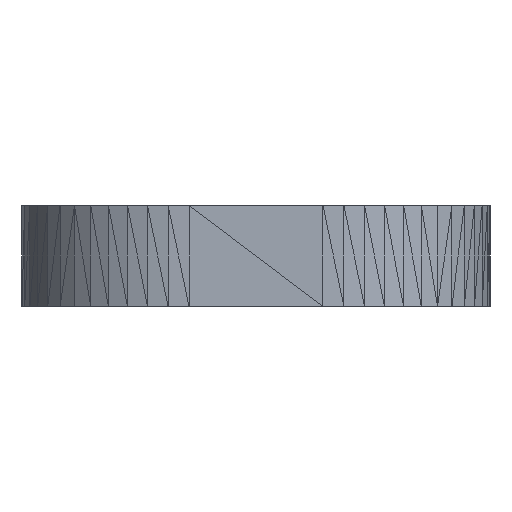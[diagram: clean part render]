
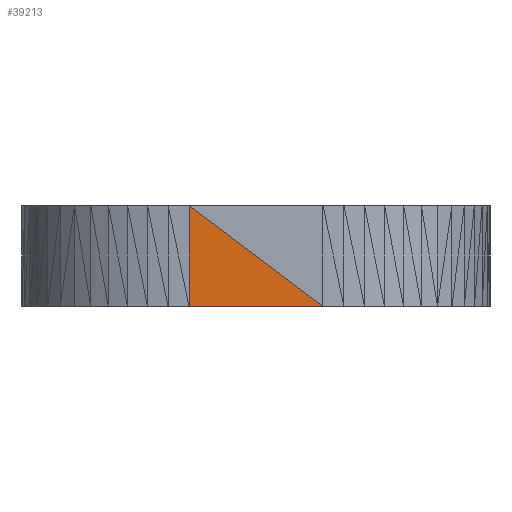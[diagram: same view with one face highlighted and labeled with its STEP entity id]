
A CAD part, left-side view. The second image highlights one B-rep face of the part: STEP entity #39213.
In plain terms, the highlighted planar face has unit normal (-1, 0, 0).
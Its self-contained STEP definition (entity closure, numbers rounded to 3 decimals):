
#39018 = VERTEX_POINT('',#39019);
#39019 = CARTESIAN_POINT('',(-37.,2.,3.));
#39054 = PLANE('',#39055);
#39055 = AXIS2_PLACEMENT_3D('',#39056,#39057,#39058);
#39056 = CARTESIAN_POINT('',(-37.,-0.5,2.));
#39057 = DIRECTION('',(-1.,-0.,-0.));
#39058 = DIRECTION('',(0.,0.,-1.));
#39070 = VERTEX_POINT('',#39071);
#39071 = CARTESIAN_POINT('',(-37.,2.,0.));
#39092 = PLANE('',#39093);
#39093 = AXIS2_PLACEMENT_3D('',#39094,#39095,#39096);
#39094 = CARTESIAN_POINT('',(-36.989,2.173,
    1.641));
#39095 = DIRECTION('',(-0.998,0.063,
    0.));
#39096 = DIRECTION('',(-0.063,-0.998,0.));
#39162 = EDGE_CURVE('',#39018,#39070,#39163,.T.);
#39163 = SURFACE_CURVE('',#39164,(#39168,#39175),.PCURVE_S1.);
#39164 = LINE('',#39165,#39166);
#39165 = CARTESIAN_POINT('',(-37.,2.,3.));
#39166 = VECTOR('',#39167,1.);
#39167 = DIRECTION('',(0.,0.,-1.));
#39168 = PCURVE('',#39092,#39169);
#39169 = DEFINITIONAL_REPRESENTATION('',(#39170),#39174);
#39170 = LINE('',#39171,#39172);
#39171 = CARTESIAN_POINT('',(0.173,1.359));
#39172 = VECTOR('',#39173,1.);
#39173 = DIRECTION('',(0.,-1.));
#39174 = ( GEOMETRIC_REPRESENTATION_CONTEXT(2) 
PARAMETRIC_REPRESENTATION_CONTEXT() REPRESENTATION_CONTEXT('2D SPACE',''
  ) );
#39175 = PCURVE('',#39176,#39181);
#39176 = PLANE('',#39177);
#39177 = AXIS2_PLACEMENT_3D('',#39178,#39179,#39180);
#39178 = CARTESIAN_POINT('',(-37.,0.5,1.));
#39179 = DIRECTION('',(-1.,-0.,-0.));
#39180 = DIRECTION('',(0.,0.,-1.));
#39181 = DEFINITIONAL_REPRESENTATION('',(#39182),#39186);
#39182 = LINE('',#39183,#39184);
#39183 = CARTESIAN_POINT('',(-2.,-1.5));
#39184 = VECTOR('',#39185,1.);
#39185 = DIRECTION('',(1.,0.));
#39186 = ( GEOMETRIC_REPRESENTATION_CONTEXT(2) 
PARAMETRIC_REPRESENTATION_CONTEXT() REPRESENTATION_CONTEXT('2D SPACE',''
  ) );
#39213 = ADVANCED_FACE('',(#39214),#39176,.T.);
#39214 = FACE_BOUND('',#39215,.T.);
#39215 = EDGE_LOOP('',(#39216,#39239,#39240));
#39216 = ORIENTED_EDGE('',*,*,#39217,.T.);
#39217 = EDGE_CURVE('',#39218,#39018,#39220,.T.);
#39218 = VERTEX_POINT('',#39219);
#39219 = CARTESIAN_POINT('',(-37.,-2.,0.));
#39220 = SURFACE_CURVE('',#39221,(#39225,#39232),.PCURVE_S1.);
#39221 = LINE('',#39222,#39223);
#39222 = CARTESIAN_POINT('',(-37.,-2.,0.));
#39223 = VECTOR('',#39224,1.);
#39224 = DIRECTION('',(0.,0.8,0.6));
#39225 = PCURVE('',#39176,#39226);
#39226 = DEFINITIONAL_REPRESENTATION('',(#39227),#39231);
#39227 = LINE('',#39228,#39229);
#39228 = CARTESIAN_POINT('',(1.,2.5));
#39229 = VECTOR('',#39230,1.);
#39230 = DIRECTION('',(-0.6,-0.8));
#39231 = ( GEOMETRIC_REPRESENTATION_CONTEXT(2) 
PARAMETRIC_REPRESENTATION_CONTEXT() REPRESENTATION_CONTEXT('2D SPACE',''
  ) );
#39232 = PCURVE('',#39054,#39233);
#39233 = DEFINITIONAL_REPRESENTATION('',(#39234),#39238);
#39234 = LINE('',#39235,#39236);
#39235 = CARTESIAN_POINT('',(2.,1.5));
#39236 = VECTOR('',#39237,1.);
#39237 = DIRECTION('',(-0.6,-0.8));
#39238 = ( GEOMETRIC_REPRESENTATION_CONTEXT(2) 
PARAMETRIC_REPRESENTATION_CONTEXT() REPRESENTATION_CONTEXT('2D SPACE',''
  ) );
#39239 = ORIENTED_EDGE('',*,*,#39162,.T.);
#39240 = ORIENTED_EDGE('',*,*,#39241,.T.);
#39241 = EDGE_CURVE('',#39070,#39218,#39242,.T.);
#39242 = SURFACE_CURVE('',#39243,(#39247,#39254),.PCURVE_S1.);
#39243 = LINE('',#39244,#39245);
#39244 = CARTESIAN_POINT('',(-37.,2.,0.));
#39245 = VECTOR('',#39246,1.);
#39246 = DIRECTION('',(0.,-1.,0.));
#39247 = PCURVE('',#39176,#39248);
#39248 = DEFINITIONAL_REPRESENTATION('',(#39249),#39253);
#39249 = LINE('',#39250,#39251);
#39250 = CARTESIAN_POINT('',(1.,-1.5));
#39251 = VECTOR('',#39252,1.);
#39252 = DIRECTION('',(0.,1.));
#39253 = ( GEOMETRIC_REPRESENTATION_CONTEXT(2) 
PARAMETRIC_REPRESENTATION_CONTEXT() REPRESENTATION_CONTEXT('2D SPACE',''
  ) );
#39254 = PCURVE('',#39255,#39260);
#39255 = PLANE('',#39256);
#39256 = AXIS2_PLACEMENT_3D('',#39257,#39258,#39259);
#39257 = CARTESIAN_POINT('',(-35.725,0.,0.));
#39258 = DIRECTION('',(-0.,-0.,-1.));
#39259 = DIRECTION('',(-1.,0.,0.));
#39260 = DEFINITIONAL_REPRESENTATION('',(#39261),#39265);
#39261 = LINE('',#39262,#39263);
#39262 = CARTESIAN_POINT('',(1.275,2.));
#39263 = VECTOR('',#39264,1.);
#39264 = DIRECTION('',(0.,-1.));
#39265 = ( GEOMETRIC_REPRESENTATION_CONTEXT(2) 
PARAMETRIC_REPRESENTATION_CONTEXT() REPRESENTATION_CONTEXT('2D SPACE',''
  ) );
